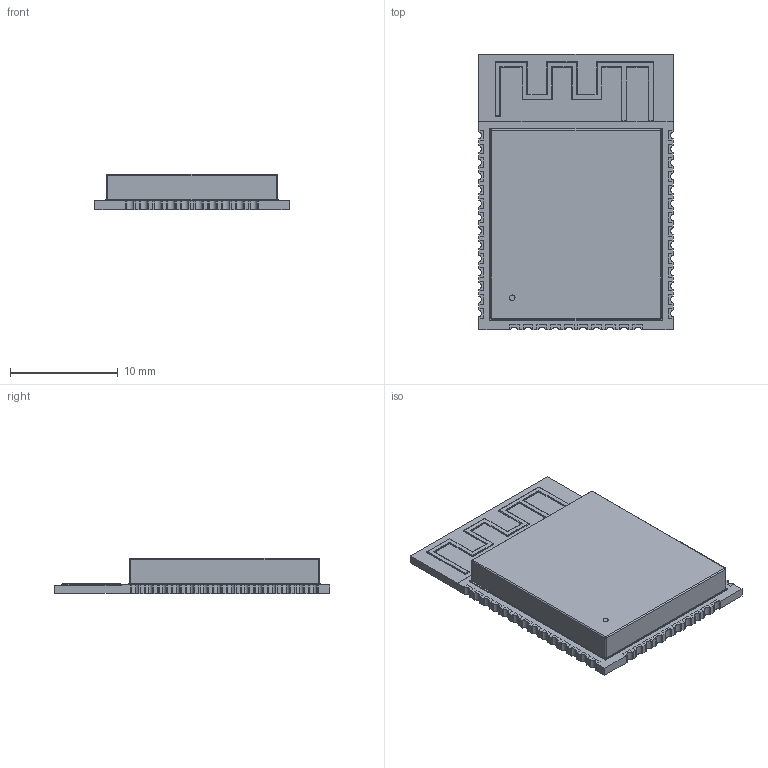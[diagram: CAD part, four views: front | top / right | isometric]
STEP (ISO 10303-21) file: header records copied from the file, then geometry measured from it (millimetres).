
FILE_DESCRIPTION(('FreeCAD Model'),'2;1');
FILE_NAME('Open CASCADE Shape Model','2025-08-01T01:08:16',( 'kicad StepUp'),('ksu MCAD'),'Open CASCADE STEP processor 7.8', 'FreeCAD','Unknown');
FILE_SCHEMA(('AUTOMOTIVE_DESIGN { 1 0 10303 214 1 1 1 1 }'));
Length unit declared in the file: millimetre
Products named in the file (1): ESP32-WROOM-32
Bounding box: 18 x 25.5 x 3.25 mm (x, y, z)
Volume: 1045.5 mm3; surface area: 1151.8 mm2
Topology: 1 solids, 1 shells, 434 faces, 1258 edges, 834 vertices
Faces by surface type: plane 252, cylinder 178, sphere 4
Entity records: 14274 total; most frequent: CARTESIAN_POINT 2607, ORIENTED_EDGE 2508, DIRECTION 2398, EDGE_CURVE 1254, LINE 924, VECTOR 924, VERTEX_POINT 834, AXIS2_PLACEMENT_3D 737
